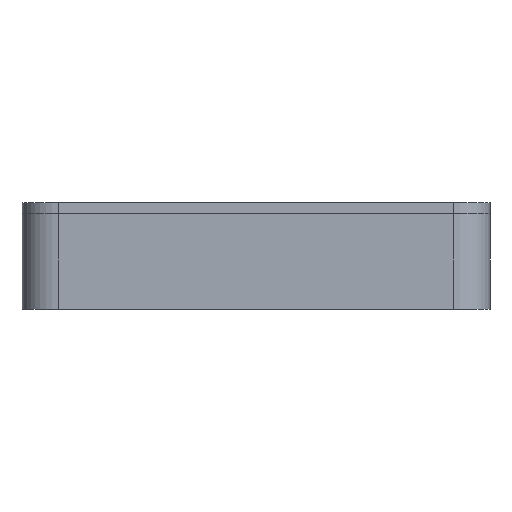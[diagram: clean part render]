
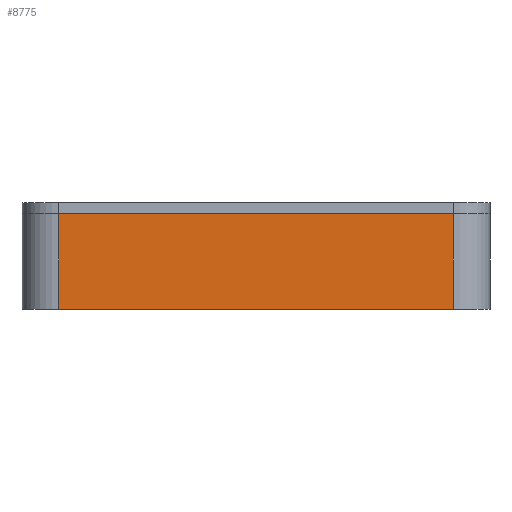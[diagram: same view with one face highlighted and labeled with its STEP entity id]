
A CAD part, left-side view. The second image highlights one B-rep face of the part: STEP entity #8775.
In plain terms, the highlighted planar face has unit normal (-1, 0, 0).
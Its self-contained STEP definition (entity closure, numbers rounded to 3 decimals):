
#348=PLANE('',#9048);
#786=FACE_OUTER_BOUND('',#1288,.T.);
#1288=EDGE_LOOP('',(#7729,#7730,#7731,#7732));
#1923=LINE('',#18080,#2637);
#1948=LINE('',#18148,#2662);
#1952=LINE('',#18169,#2666);
#1955=LINE('',#18175,#2669);
#2637=VECTOR('',#9960,10.);
#2662=VECTOR('',#10023,10.);
#2666=VECTOR('',#10045,10.);
#2669=VECTOR('',#10054,10.);
#4032=VERTEX_POINT('',#18077);
#4033=VERTEX_POINT('',#18079);
#4056=VERTEX_POINT('',#18145);
#4057=VERTEX_POINT('',#18147);
#5254=EDGE_CURVE('',#4033,#4032,#1923,.T.);
#5285=EDGE_CURVE('',#4056,#4057,#1948,.T.);
#5296=EDGE_CURVE('',#4033,#4056,#1952,.T.);
#5299=EDGE_CURVE('',#4057,#4032,#1955,.T.);
#7729=ORIENTED_EDGE('',*,*,#5296,.F.);
#7730=ORIENTED_EDGE('',*,*,#5254,.T.);
#7731=ORIENTED_EDGE('',*,*,#5299,.F.);
#7732=ORIENTED_EDGE('',*,*,#5285,.F.);
#8775=ADVANCED_FACE('',(#786),#348,.T.);
#9048=AXIS2_PLACEMENT_3D('',#18213,#10099,#10100);
#9960=DIRECTION('',(0.,-1.,0.));
#10023=DIRECTION('',(0.,-1.,0.));
#10045=DIRECTION('',(0.,0.,1.));
#10054=DIRECTION('',(0.,0.,-1.));
#10099=DIRECTION('center_axis',(-1.,0.,0.));
#10100=DIRECTION('ref_axis',(0.,-1.,0.));
#18077=CARTESIAN_POINT('',(48.327,17.394,15.));
#18079=CARTESIAN_POINT('',(48.327,71.069,15.));
#18080=CARTESIAN_POINT('',(48.327,76.069,15.));
#18145=CARTESIAN_POINT('',(48.327,71.069,28.));
#18147=CARTESIAN_POINT('',(48.327,17.394,28.));
#18148=CARTESIAN_POINT('',(48.327,76.069,28.));
#18169=CARTESIAN_POINT('',(48.327,71.069,15.));
#18175=CARTESIAN_POINT('',(48.327,17.394,15.));
#18213=CARTESIAN_POINT('Origin',(48.327,76.069,15.));
